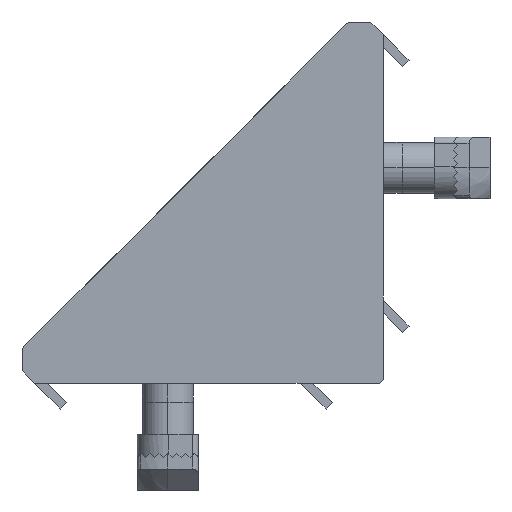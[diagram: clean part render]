
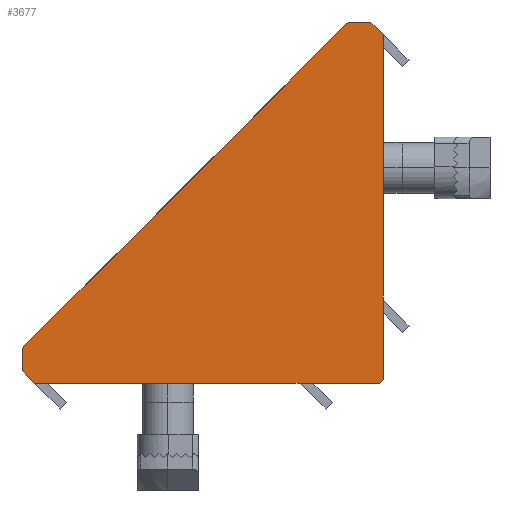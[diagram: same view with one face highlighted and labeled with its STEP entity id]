
A CAD part, left-side view. The second image highlights one B-rep face of the part: STEP entity #3677.
In plain terms, the highlighted planar face has unit normal (-1, 0, 0).
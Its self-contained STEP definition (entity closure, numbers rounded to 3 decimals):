
#407=DIRECTION('',(0.,0.,1.));
#408=VECTOR('',#407,54.013);
#409=CARTESIAN_POINT('',(-29.,0.,1.));
#410=LINE('',#409,#408);
#414=CARTESIAN_POINT('',(-29.,1.,1.));
#415=DIRECTION('',(-1.,0.,0.));
#416=DIRECTION('',(0.,0.,-1.));
#417=AXIS2_PLACEMENT_3D('',#414,#415,#416);
#422=DIRECTION('',(0.,-1.,0.));
#423=VECTOR('',#422,54.013);
#424=CARTESIAN_POINT('',(-29.,55.013,0.));
#425=LINE('',#424,#423);
#429=DIRECTION('',(0.,-0.707,-0.707));
#430=VECTOR('',#429,2.81);
#431=CARTESIAN_POINT('',(-29.,57.,1.987));
#432=LINE('',#431,#430);
#436=DIRECTION('',(0.,0.,-1.));
#437=VECTOR('',#436,3.107);
#438=CARTESIAN_POINT('',(-29.,57.,5.094));
#439=LINE('',#438,#437);
#443=CARTESIAN_POINT('',(-29.,56.,5.094));
#444=DIRECTION('',(-1.,0.,0.));
#445=DIRECTION('',(0.,0.707,0.707));
#446=AXIS2_PLACEMENT_3D('',#443,#444,#445);
#451=DIRECTION('',(0.,0.707,-0.707));
#452=VECTOR('',#451,71.992);
#453=CARTESIAN_POINT('',(-29.,5.801,56.707));
#454=LINE('',#453,#452);
#458=CARTESIAN_POINT('',(-29.,5.094,56.));
#459=DIRECTION('',(-1.,0.,0.));
#460=DIRECTION('',(0.,0.,1.));
#461=AXIS2_PLACEMENT_3D('',#458,#459,#460);
#466=DIRECTION('',(0.,1.,0.));
#467=VECTOR('',#466,3.107);
#468=CARTESIAN_POINT('',(-29.,1.987,57.));
#469=LINE('',#468,#467);
#473=DIRECTION('',(0.,0.707,0.707));
#474=VECTOR('',#473,2.81);
#475=CARTESIAN_POINT('',(-29.,0.,55.013));
#476=LINE('',#475,#474);
#3178=CARTESIAN_POINT('',(-29.,5.801,56.707));
#3179=CARTESIAN_POINT('',(-29.,56.707,5.801));
#3180=VERTEX_POINT('',#3178);
#3181=VERTEX_POINT('',#3179);
#3506=CARTESIAN_POINT('',(-29.,1.,0.));
#3507=VERTEX_POINT('',#3506);
#3508=CARTESIAN_POINT('',(-29.,55.013,0.));
#3509=VERTEX_POINT('',#3508);
#3522=CARTESIAN_POINT('',(-29.,0.,1.));
#3523=VERTEX_POINT('',#3522);
#3528=CARTESIAN_POINT('',(-29.,0.,55.013));
#3529=VERTEX_POINT('',#3528);
#3558=CARTESIAN_POINT('',(-29.,57.,1.987));
#3559=VERTEX_POINT('',#3558);
#3562=CARTESIAN_POINT('',(-29.,57.,5.094));
#3563=VERTEX_POINT('',#3562);
#3566=CARTESIAN_POINT('',(-29.,5.094,57.));
#3567=VERTEX_POINT('',#3566);
#3570=CARTESIAN_POINT('',(-29.,1.987,57.));
#3571=VERTEX_POINT('',#3570);
#3651=CARTESIAN_POINT('',(-29.,0.,0.));
#3652=DIRECTION('',(1.,0.,0.));
#3653=DIRECTION('',(0.,0.,-1.));
#3654=AXIS2_PLACEMENT_3D('',#3651,#3652,#3653);
#3655=PLANE('',#3654);
#3657=ORIENTED_EDGE('',*,*,#3656,.F.);
#3659=ORIENTED_EDGE('',*,*,#3658,.F.);
#3661=ORIENTED_EDGE('',*,*,#3660,.F.);
#3663=ORIENTED_EDGE('',*,*,#3662,.F.);
#3665=ORIENTED_EDGE('',*,*,#3664,.F.);
#3667=ORIENTED_EDGE('',*,*,#3666,.F.);
#3668=ORIENTED_EDGE('',*,*,#3599,.F.);
#3670=ORIENTED_EDGE('',*,*,#3669,.F.);
#3672=ORIENTED_EDGE('',*,*,#3671,.F.);
#3674=ORIENTED_EDGE('',*,*,#3673,.F.);
#3675=EDGE_LOOP('',(#3657,#3659,#3661,#3663,#3665,#3667,#3668,#3670,#3672,
#3674));
#3676=FACE_OUTER_BOUND('',#3675,.F.);
#418=CIRCLE('',#417,1.);
#447=CIRCLE('',#446,1.);
#462=CIRCLE('',#461,1.);
#3599=EDGE_CURVE('',#3180,#3181,#454,.T.);
#3656=EDGE_CURVE('',#3523,#3529,#410,.T.);
#3658=EDGE_CURVE('',#3507,#3523,#418,.T.);
#3660=EDGE_CURVE('',#3509,#3507,#425,.T.);
#3662=EDGE_CURVE('',#3559,#3509,#432,.T.);
#3664=EDGE_CURVE('',#3563,#3559,#439,.T.);
#3666=EDGE_CURVE('',#3181,#3563,#447,.T.);
#3669=EDGE_CURVE('',#3567,#3180,#462,.T.);
#3671=EDGE_CURVE('',#3571,#3567,#469,.T.);
#3673=EDGE_CURVE('',#3529,#3571,#476,.T.);
#3677=ADVANCED_FACE('',(#3676),#3655,.F.);
